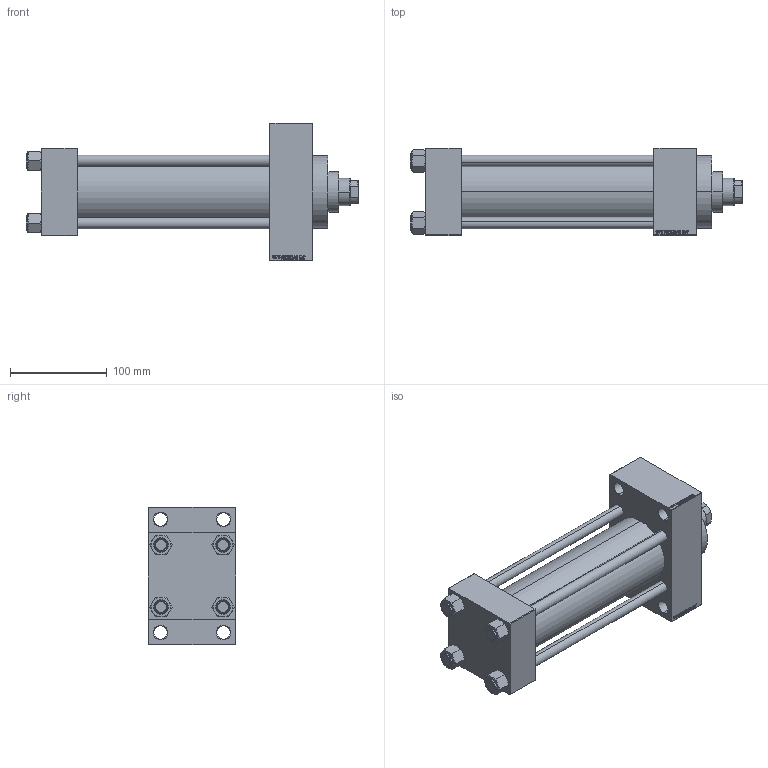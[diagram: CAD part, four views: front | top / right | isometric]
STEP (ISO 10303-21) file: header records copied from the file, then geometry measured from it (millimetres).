
FILE_DESCRIPTION (( 'STEP AP203' ), '1' );
FILE_NAME ('609f.STEP', '2026-03-06T09:26:35', ( '' ), ( '' ), 'SwSTEP 2.0', 'SolidWorks 2019', '' );
FILE_SCHEMA (( 'CONFIG_CONTROL_DESIGN' ));
Length unit declared in the file: millimetre
Products named in the file (6): V215CR_D_TYCINKA 4f25591042f3317f4eba3858a934327c; V215CR_VCP_D 4f25591042f3317f4eba3858a934327c; 609f; NUT_M5_D 4f25591042f3317f4eba3858a934327c; V215_VC_A 4f25591042f3317f4eba3858a934327c; V215CR_D_Body 4f25591042f3317f4eba3858a934327c
Assembly tree (11 placements, depth 2):
  609f
    V215CR_D_Body 4f25591042f3317f4eba3858a934327c
    V215CR_VCP_D 4f25591042f3317f4eba3858a934327c
    NUT_M5_D 4f25591042f3317f4eba3858a934327c  x4
    V215CR_D_TYCINKA 4f25591042f3317f4eba3858a934327c  x4
    V215_VC_A 4f25591042f3317f4eba3858a934327c
Bounding box: 343 x 90 x 142 mm (x, y, z)
Volume: 1341826.7 mm3; surface area: 290090.1 mm2
Topology: 11 solids, 11 shells, 1104 faces, 2752 edges, 1781 vertices
Faces by surface type: plane 497, bspline 368, cone 142, cylinder 89, torus 8
Entity records: 47234 total; most frequent: CARTESIAN_POINT 25074, ORIENTED_EDGE 4996, DIRECTION 3198, EDGE_CURVE 2498, VERTEX_POINT 1637, VECTOR 1504, LINE 1504, EDGE_LOOP 1115
